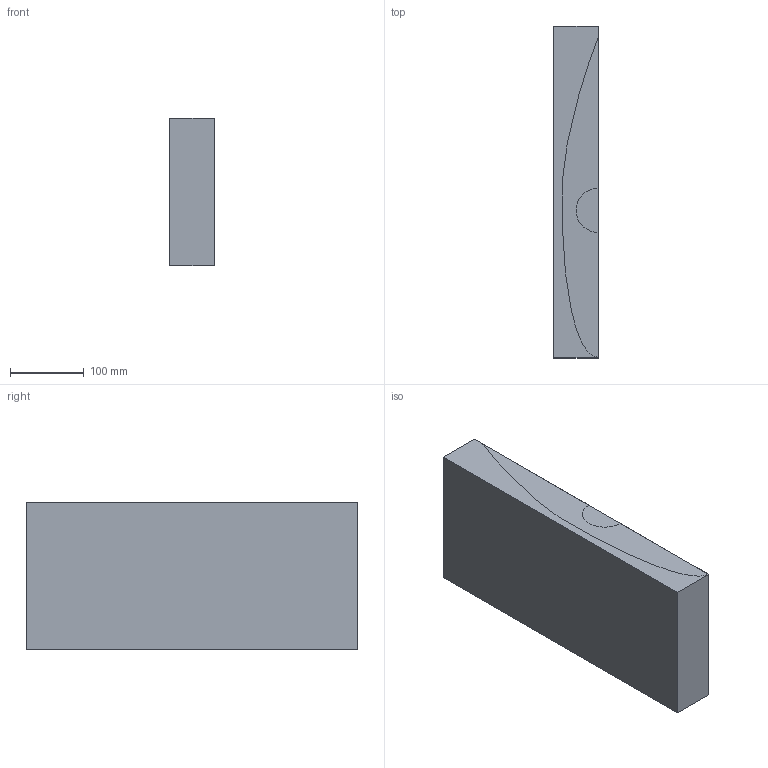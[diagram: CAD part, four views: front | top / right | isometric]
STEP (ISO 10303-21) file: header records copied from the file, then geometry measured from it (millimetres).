
FILE_DESCRIPTION(/* description */ (''),/* implementation_level */ '2;1');
FILE_NAME(/* name */ 'maedaup v1.step',/* time_stamp */ '2024-03-21T12:13:23+09:00',/* author */ (''),/* organization */ (''),/* preprocessor_version */ 'ST-DEVELOPER v20',/* originating_system */ 'Autodesk Translation Framework v12.20.1.177',/* authorisation */ '');
FILE_SCHEMA (('AUTOMOTIVE_DESIGN { 1 0 10303 214 3 1 1 }'));
Length unit declared in the file: millimetre
Products named in the file (1): maedaup
Bounding box: 60 x 450 x 200 mm (x, y, z)
Surface area: 410783.8 mm2
Topology: 2 solids, 2 shells, 12 faces, 24 edges, 16 vertices
Faces by surface type: plane 10, bspline 1, cylinder 1
Entity records: 1239 total; most frequent: CARTESIAN_POINT 963, ORIENTED_EDGE 48, DIRECTION 46, EDGE_CURVE 24, LINE 18, VECTOR 18, VERTEX_POINT 16, AXIS2_PLACEMENT_3D 14
